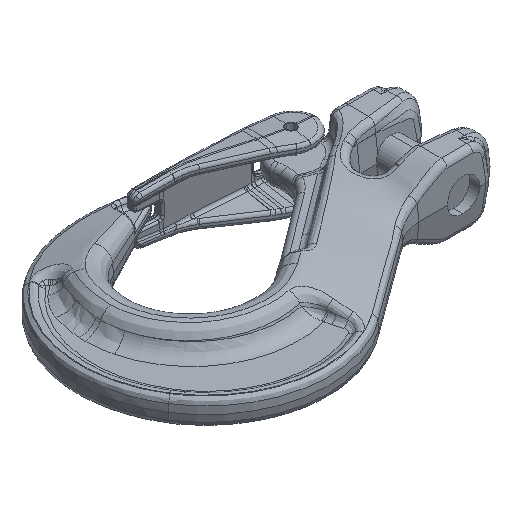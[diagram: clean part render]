
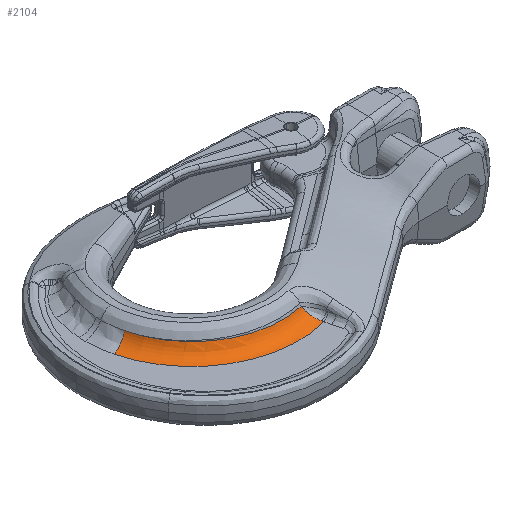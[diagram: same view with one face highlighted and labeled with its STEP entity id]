
A CAD part, isometric view. The second image highlights one B-rep face of the part: STEP entity #2104.
In plain terms, the highlighted toroidal (fillet/blend) face has major radius 52.668 mm and minor radius 8.5 mm.
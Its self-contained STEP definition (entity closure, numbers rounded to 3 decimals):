
#2104=ADVANCED_FACE('',(#4502),#4503,.F.);
#4502=FACE_OUTER_BOUND('',#24910,.T.);
#4503=TOROIDAL_SURFACE('',#24911,52.668,8.5);
#24910=EDGE_LOOP('',(#54784,#54785,#54786,#54787,#54788,#54789,#54790));
#24911=AXIS2_PLACEMENT_3D('',#54791,#54792,#54793);
#54784=ORIENTED_EDGE('',*,*,#59186,.T.);
#54785=ORIENTED_EDGE('',*,*,#59187,.T.);
#54786=ORIENTED_EDGE('',*,*,#59188,.F.);
#54787=ORIENTED_EDGE('',*,*,#59189,.T.);
#54788=ORIENTED_EDGE('',*,*,#59161,.F.);
#54789=ORIENTED_EDGE('',*,*,#59157,.F.);
#54790=ORIENTED_EDGE('',*,*,#59156,.F.);
#54791=CARTESIAN_POINT('',(0.0,0.0,12.75));
#54792=DIRECTION('',(0.0,0.0,1.0));
#54793=DIRECTION('',(1.0,0.0,0.0));
#59156=EDGE_CURVE('',#63243,#63245,#63246,.F.);
#59157=EDGE_CURVE('',#63245,#63241,#63247,.F.);
#59161=EDGE_CURVE('',#63241,#63250,#63253,.T.);
#59186=EDGE_CURVE('',#63243,#63288,#63289,.T.);
#59187=EDGE_CURVE('',#63288,#63290,#63291,.T.);
#59188=EDGE_CURVE('',#63292,#63290,#63293,.T.);
#59189=EDGE_CURVE('',#63292,#63250,#63294,.T.);
#63241=VERTEX_POINT('',#80287);
#63243=VERTEX_POINT('',#80289);
#63245=VERTEX_POINT('',#80338);
#63246=B_SPLINE_CURVE_WITH_KNOTS('',3,(#80339,#80340,#80341,#80342,#80343,#80344,#80345,#80346,#80347,#80348,#80349,#80350,#80351,#80352,#80353,#80354,#80355,#80356,#80357,#80358,#80359,#80360,#80361,#80362,#80363,#80364,#80365,#80366,#80367,#80368,#80369,#80370,#80371,#80372,#80373,#80374,#80375,#80376,#80377,#80378,#80379,#80380,#80381,#80382,#80383,#80384),.UNSPECIFIED.,.F.,.F.,(4,3,3,3,3,3,3,3,3,3,3,3,3,3,3,4),(0.41,0.5,0.514,0.638,0.7,0.75,0.761,0.813,0.822,0.844,0.875,0.882,0.906,0.938,0.941,1.),.UNSPECIFIED.);
#63247=B_SPLINE_CURVE_WITH_KNOTS('',3,(#80385,#80386,#80387,#80388,#80389,#80390,#80391,#80392,#80393,#80394,#80395,#80396,#80397,#80398,#80399,#80400,#80401,#80402,#80403,#80404,#80405,#80406,#80407,#80408,#80409,#80410,#80411,#80412,#80413,#80414,#80415),.UNSPECIFIED.,.F.,.F.,(4,3,3,3,3,3,3,3,3,3,4),(0.,0.066,0.125,0.131,0.197,0.25,0.261,0.325,0.375,0.389,0.41),.UNSPECIFIED.);
#63250=VERTEX_POINT('',#80418);
#63253=CIRCLE('',#80421,8.458);
#63288=VERTEX_POINT('',#80885);
#63289=CIRCLE('',#80886,44.865);
#63290=VERTEX_POINT('',#80887);
#63291=LINE('',#80888,#80889);
#63292=VERTEX_POINT('',#80890);
#63293=B_SPLINE_CURVE_WITH_KNOTS('',3,(#80891,#80892,#80893,#80894,#80895,#80896,#80897,#80898,#80899,#80900,#80901,#80902,#80903),.UNSPECIFIED.,.F.,.F.,(4,3,3,3,4),(-1.0,-0.626,-0.5,-0.126,0.0),.UNSPECIFIED.);
#63294=CIRCLE('',#80904,52.668);
#80287=CARTESIAN_POINT('',(14.237,-49.786,4.296));
#80289=CARTESIAN_POINT('',(10.299,-43.667,9.378));
#80338=CARTESIAN_POINT('',(12.795,-46.502,5.5));
#80339=CARTESIAN_POINT('',(12.795,-46.502,5.5));
#80340=CARTESIAN_POINT('',(12.668,-46.298,5.642));
#80341=CARTESIAN_POINT('',(12.539,-46.1,5.794));
#80342=CARTESIAN_POINT('',(12.411,-45.913,5.955));
#80343=CARTESIAN_POINT('',(12.391,-45.884,5.98));
#80344=CARTESIAN_POINT('',(12.371,-45.855,6.005));
#80345=CARTESIAN_POINT('',(12.351,-45.826,6.031));
#80346=CARTESIAN_POINT('',(12.175,-45.571,6.257));
#80347=CARTESIAN_POINT('',(12.001,-45.333,6.5));
#80348=CARTESIAN_POINT('',(11.828,-45.112,6.76));
#80349=CARTESIAN_POINT('',(11.742,-45.002,6.889));
#80350=CARTESIAN_POINT('',(11.657,-44.896,7.022));
#80351=CARTESIAN_POINT('',(11.572,-44.795,7.159));
#80352=CARTESIAN_POINT('',(11.502,-44.712,7.27));
#80353=CARTESIAN_POINT('',(11.433,-44.633,7.384));
#80354=CARTESIAN_POINT('',(11.364,-44.556,7.501));
#80355=CARTESIAN_POINT('',(11.348,-44.539,7.527));
#80356=CARTESIAN_POINT('',(11.333,-44.522,7.552));
#80357=CARTESIAN_POINT('',(11.317,-44.505,7.578));
#80358=CARTESIAN_POINT('',(11.246,-44.428,7.699));
#80359=CARTESIAN_POINT('',(11.175,-44.354,7.822));
#80360=CARTESIAN_POINT('',(11.103,-44.284,7.947));
#80361=CARTESIAN_POINT('',(11.09,-44.271,7.97));
#80362=CARTESIAN_POINT('',(11.077,-44.258,7.993));
#80363=CARTESIAN_POINT('',(11.064,-44.245,8.016));
#80364=CARTESIAN_POINT('',(11.033,-44.216,8.07));
#80365=CARTESIAN_POINT('',(11.003,-44.188,8.123));
#80366=CARTESIAN_POINT('',(10.972,-44.16,8.177));
#80367=CARTESIAN_POINT('',(10.928,-44.12,8.255));
#80368=CARTESIAN_POINT('',(10.884,-44.081,8.333));
#80369=CARTESIAN_POINT('',(10.84,-44.044,8.411));
#80370=CARTESIAN_POINT('',(10.83,-44.036,8.429));
#80371=CARTESIAN_POINT('',(10.82,-44.027,8.446));
#80372=CARTESIAN_POINT('',(10.81,-44.019,8.464));
#80373=CARTESIAN_POINT('',(10.776,-43.991,8.525));
#80374=CARTESIAN_POINT('',(10.741,-43.964,8.587));
#80375=CARTESIAN_POINT('',(10.707,-43.937,8.648));
#80376=CARTESIAN_POINT('',(10.662,-43.903,8.728));
#80377=CARTESIAN_POINT('',(10.617,-43.87,8.808));
#80378=CARTESIAN_POINT('',(10.572,-43.838,8.889));
#80379=CARTESIAN_POINT('',(10.567,-43.834,8.899));
#80380=CARTESIAN_POINT('',(10.561,-43.831,8.909));
#80381=CARTESIAN_POINT('',(10.556,-43.827,8.919));
#80382=CARTESIAN_POINT('',(10.471,-43.768,9.07));
#80383=CARTESIAN_POINT('',(10.385,-43.715,9.224));
#80384=CARTESIAN_POINT('',(10.299,-43.667,9.378));
#80385=CARTESIAN_POINT('',(14.237,-49.786,4.296));
#80386=CARTESIAN_POINT('',(14.186,-49.587,4.318));
#80387=CARTESIAN_POINT('',(14.131,-49.392,4.347));
#80388=CARTESIAN_POINT('',(14.07,-49.2,4.383));
#80389=CARTESIAN_POINT('',(14.016,-49.027,4.415));
#80390=CARTESIAN_POINT('',(13.957,-48.857,4.453));
#80391=CARTESIAN_POINT('',(13.895,-48.69,4.497));
#80392=CARTESIAN_POINT('',(13.888,-48.672,4.502));
#80393=CARTESIAN_POINT('',(13.881,-48.654,4.506));
#80394=CARTESIAN_POINT('',(13.874,-48.636,4.511));
#80395=CARTESIAN_POINT('',(13.804,-48.452,4.561));
#80396=CARTESIAN_POINT('',(13.729,-48.271,4.618));
#80397=CARTESIAN_POINT('',(13.65,-48.094,4.681));
#80398=CARTESIAN_POINT('',(13.586,-47.95,4.733));
#80399=CARTESIAN_POINT('',(13.519,-47.808,4.79));
#80400=CARTESIAN_POINT('',(13.45,-47.67,4.85));
#80401=CARTESIAN_POINT('',(13.436,-47.641,4.863));
#80402=CARTESIAN_POINT('',(13.421,-47.612,4.875));
#80403=CARTESIAN_POINT('',(13.407,-47.583,4.889));
#80404=CARTESIAN_POINT('',(13.323,-47.419,4.963));
#80405=CARTESIAN_POINT('',(13.238,-47.259,5.043));
#80406=CARTESIAN_POINT('',(13.151,-47.103,5.128));
#80407=CARTESIAN_POINT('',(13.083,-46.982,5.195));
#80408=CARTESIAN_POINT('',(13.014,-46.863,5.265));
#80409=CARTESIAN_POINT('',(12.944,-46.747,5.339));
#80410=CARTESIAN_POINT('',(12.926,-46.715,5.359));
#80411=CARTESIAN_POINT('',(12.907,-46.683,5.379));
#80412=CARTESIAN_POINT('',(12.887,-46.652,5.399));
#80413=CARTESIAN_POINT('',(12.857,-46.602,5.432));
#80414=CARTESIAN_POINT('',(12.826,-46.552,5.466));
#80415=CARTESIAN_POINT('',(12.795,-46.502,5.5));
#80418=CARTESIAN_POINT('',(14.46,-50.644,4.25));
#80421=AXIS2_PLACEMENT_3D('',#94560,#94561,#94562);
#80885=CARTESIAN_POINT('',(-43.63,-10.455,9.378));
#80886=AXIS2_PLACEMENT_3D('',#94580,#94581,#94582);
#80887=CARTESIAN_POINT('',(-43.638,-10.424,9.378));
#80888=CARTESIAN_POINT('',(-43.63,-10.455,9.378));
#80889=VECTOR('',#94583,10.0);
#80890=CARTESIAN_POINT('',(-51.077,-12.847,4.25));
#80891=CARTESIAN_POINT('',(-51.077,-12.847,4.25));
#80892=CARTESIAN_POINT('',(-50.311,-12.602,4.25));
#80893=CARTESIAN_POINT('',(-49.225,-12.257,4.348));
#80894=CARTESIAN_POINT('',(-47.947,-11.853,4.907));
#80895=CARTESIAN_POINT('',(-47.515,-11.716,5.096));
#80896=CARTESIAN_POINT('',(-47.066,-11.574,5.339));
#80897=CARTESIAN_POINT('',(-46.619,-11.43,5.647));
#80898=CARTESIAN_POINT('',(-45.294,-11.006,6.558));
#80899=CARTESIAN_POINT('',(-44.498,-10.739,7.673));
#80900=CARTESIAN_POINT('',(-44.024,-10.568,8.555));
#80901=CARTESIAN_POINT('',(-43.864,-10.51,8.853));
#80902=CARTESIAN_POINT('',(-43.739,-10.463,9.129));
#80903=CARTESIAN_POINT('',(-43.638,-10.424,9.378));
#80904=AXIS2_PLACEMENT_3D('',#94584,#94585,#94586);
#94560=CARTESIAN_POINT('',(15.269,-50.428,12.667));
#94561=DIRECTION('',(-0.962,-0.256,0.099));
#94562=DIRECTION('',(-0.096,-0.025,-0.995));
#94580=CARTESIAN_POINT('',(0.0,0.0,9.378));
#94581=DIRECTION('',(0.0,0.0,-1.0));
#94582=DIRECTION('',(-1.0,0.0,0.0));
#94583=DIRECTION('',(-0.237,0.971,-0.011));
#94584=CARTESIAN_POINT('',(0.0,0.0,4.25));
#94585=DIRECTION('',(0.0,0.0,1.0));
#94586=DIRECTION('',(1.0,0.0,0.0));
